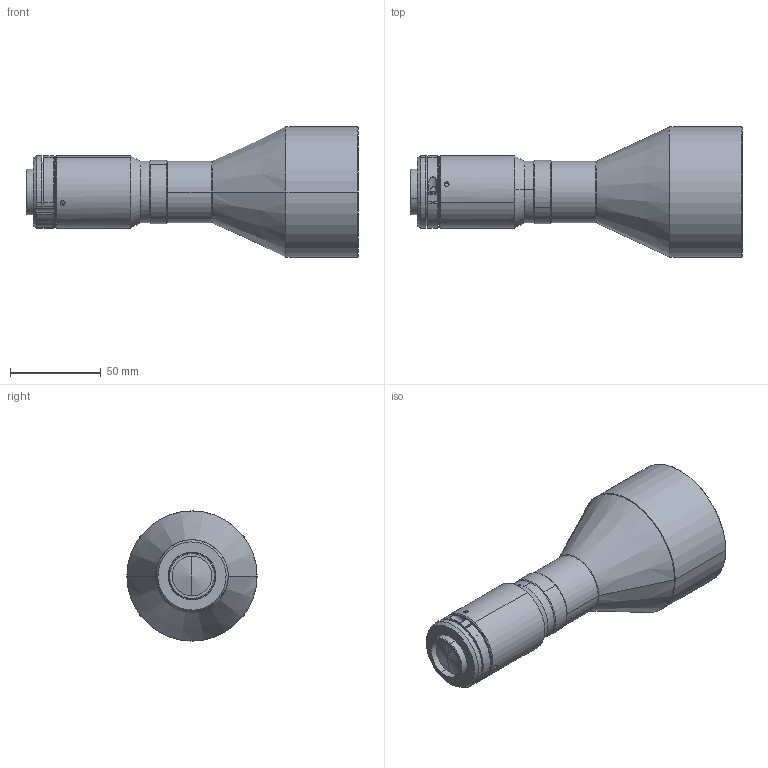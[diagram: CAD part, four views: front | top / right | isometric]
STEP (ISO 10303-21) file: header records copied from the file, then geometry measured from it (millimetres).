
FILE_DESCRIPTION (( 'STEP AP203' ), '1' );
FILE_NAME ('WWK015-320-120.STEP', '2018-10-24T09:58:35', ( 'frank' ), ( '' ), 'SwSTEP 2.0', 'SolidWorks 2012', '' );
FILE_SCHEMA (( 'CONFIG_CONTROL_DESIGN' ));
Length unit declared in the file: millimetre
Products named in the file (1): WWK015-320-120
Bounding box: 183.38 x 72 x 72 mm (x, y, z)
Volume: 360549.7 mm3; surface area: 35996.6 mm2
Topology: 1 solids, 1 shells, 126 faces, 334 edges, 212 vertices
Faces by surface type: cylinder 62, cone 43, plane 17, bspline 4
Entity records: 4500 total; most frequent: CARTESIAN_POINT 1389, ORIENTED_EDGE 656, DIRECTION 623, EDGE_CURVE 328, AXIS2_PLACEMENT_3D 256, VERTEX_POINT 212, EDGE_LOOP 136, CIRCLE 133
